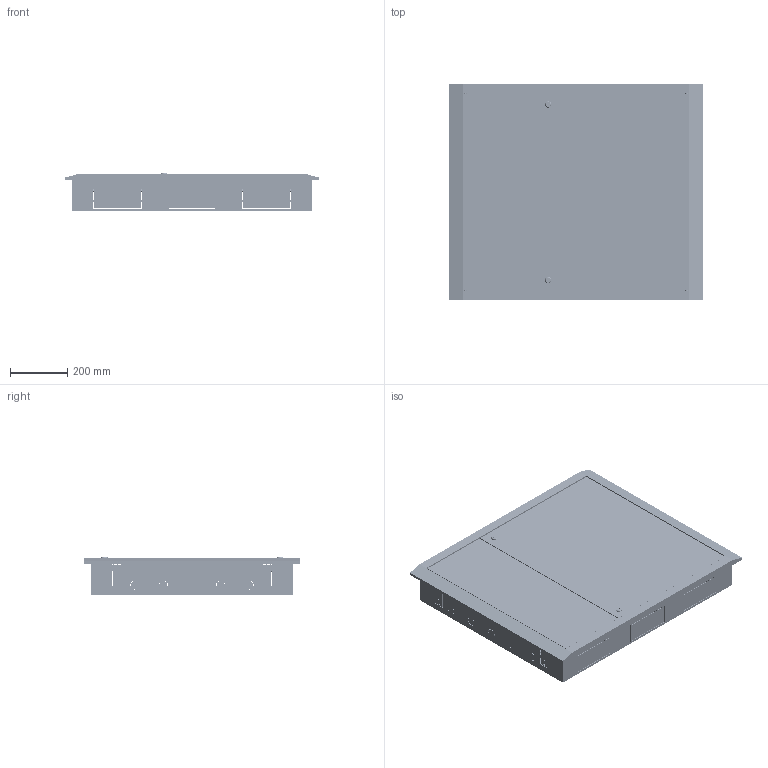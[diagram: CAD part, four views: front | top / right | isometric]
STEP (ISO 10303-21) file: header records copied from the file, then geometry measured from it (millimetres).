
FILE_DESCRIPTION (( 'STEP AP203' ), '1' );
FILE_NAME ('TI5-50-V-3X048-31 TITAN 5 Êîðïóñ ìåò. ÙÐâ-144 (3õ48) 755õ885õ130 IP31 áåë IEK.step', '2026-03-22T09:20:28', ( '' ), ( '' ), 'SwSTEP 2.0', 'SolidWorks 2022', '' );
FILE_SCHEMA (( 'CONFIG_CONTROL_DESIGN' ));
Products named in the file (1): TI5-50-V-3X048-31 TITAN 5 Корпус мет. ЩРв-144 (3х48) 755х885х130 IP31 бел IEK
Bounding box: 885 x 755 x 133.5 mm (x, y, z)
Surface area: 6603487 mm2 (no closed solid volume)
Topology: 0 solids, 191 shells, 10867 faces, 29346 edges, 19063 vertices
Faces by surface type: plane 6376, cylinder 2838, bspline 673, torus 452, sphere 284, cone 244
Entity records: 380596 total; most frequent: CARTESIAN_POINT 109225, ORIENTED_EDGE 58308, DIRECTION 53472, EDGE_CURVE 29220, VECTOR 19206, LINE 19206, VERTEX_POINT 19049, AXIS2_PLACEMENT_3D 17133
